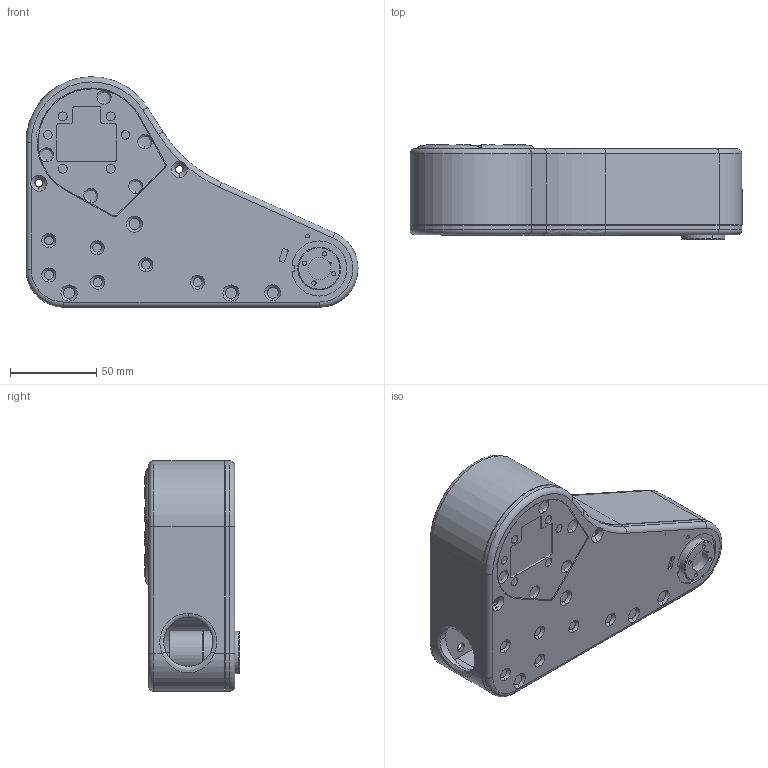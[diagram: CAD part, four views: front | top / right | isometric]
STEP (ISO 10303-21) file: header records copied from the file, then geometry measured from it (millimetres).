
FILE_DESCRIPTION (( 'STEP AP214' ), '1' );
FILE_NAME ('ASM-head_module.STEP', '2023-01-03T01:18:29', ( '' ), ( '' ), 'SwSTEP 2.0', 'SolidWorks 2018', '' );
FILE_SCHEMA (( 'AUTOMOTIVE_DESIGN' ));
Length unit declared in the file: millimetre
Products named in the file (8): SIM-630_head_shell_light_pipes; VND-821_head_mount_plate; HDW-923_LightPipe_LFB025CTP; HDW-920_head_pan_shaft; ASM-head_module; BIG-926_head_bottom_plate_simple; HDW-A01_5288T111_Oil-Resistant Buna-N Backup Rings_5288T111; BIG-924_head_shell
Assembly tree (21 placements, depth 3):
  ASM-head_module
    SIM-630_head_shell_light_pipes
      BIG-924_head_shell
      HDW-923_LightPipe_LFB025CTP  x12
      HDW-A01_5288T111_Oil-Resistant Buna-N Backup Rings_5288T111  x4
    BIG-926_head_bottom_plate_simple
    HDW-920_head_pan_shaft
    VND-821_head_mount_plate
Bounding box: 192.72 x 55.42 x 133.79 mm (x, y, z)
Volume: 229676.8 mm3; surface area: 132380.2 mm2
Topology: 20 solids, 23 shells, 695 faces, 1760 edges, 1102 vertices
Faces by surface type: cylinder 351, plane 191, cone 62, sphere 48, torus 31, bspline 12
Entity records: 18220 total; most frequent: CARTESIAN_POINT 4195, DIRECTION 3075, ORIENTED_EDGE 2688, EDGE_CURVE 1344, AXIS2_PLACEMENT_3D 1236, VERTEX_POINT 866, CIRCLE 698, EDGE_LOOP 654
